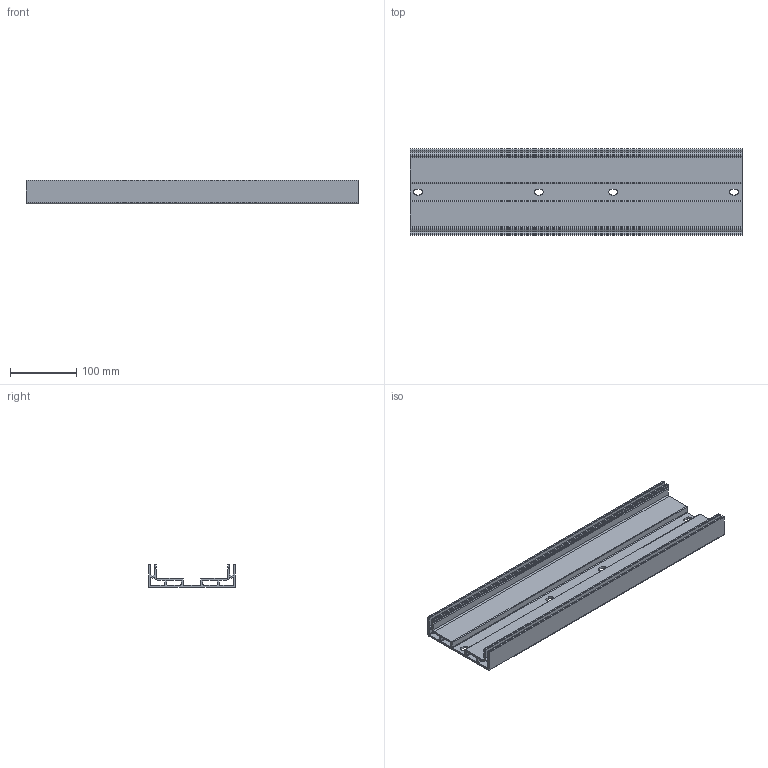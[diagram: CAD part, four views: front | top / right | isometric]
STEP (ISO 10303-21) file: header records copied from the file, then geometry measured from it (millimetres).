
FILE_DESCRIPTION(/* description */ (''),/* implementation_level */ '2;1');
FILE_NAME(/* name */ '6ES7194-4GC70-0AA0_3d.stp',/* time_stamp */ '2023-09-14T16:40:38+02:00',/* author */ (''),/* organization */ (''),/* preprocessor_version */ 'ST-DEVELOPER v18.102',/* originating_system */ 'SIEMENS PLM Software NX 2023',/* authorisation */ '');
FILE_SCHEMA (('AUTOMOTIVE_DESIGN { 1 0 10303 214 3 1 1 1 }'));
Length unit declared in the file: millimetre
Products named in the file (2): A5E30151679A_RS-AA_002_1-rack; A5E30151680A_RS-AA_002_1-CAx_6ES71944GC700AA0
Assembly tree (1 placements, depth 2):
  A5E30151680A_RS-AA_002_1-CAx_6ES71944GC700AA0
    A5E30151679A_RS-AA_002_1-rack
Bounding box: 500 x 130.5 x 35.07 mm (x, y, z)
Volume: 560556.6 mm3; surface area: 349324.5 mm2
Topology: 1 solids, 1 shells, 122 faces, 360 edges, 240 vertices
Faces by surface type: plane 64, cylinder 58
Entity records: 5059 total; most frequent: DIRECTION 730, CARTESIAN_POINT 727, ORIENTED_EDGE 720, EDGE_CURVE 360, LINE 244, VECTOR 244, AXIS2_PLACEMENT_3D 243, VERTEX_POINT 240
